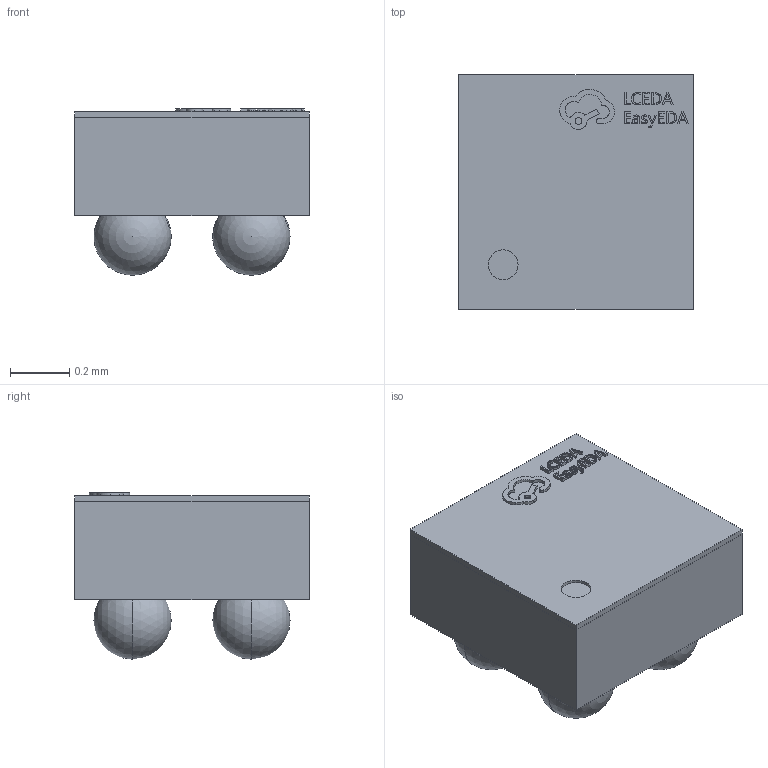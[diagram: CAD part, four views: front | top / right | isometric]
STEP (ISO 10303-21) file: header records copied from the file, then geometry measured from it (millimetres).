
FILE_DESCRIPTION (( 'STEP AP214' ), '1' );
FILE_NAME ('WCSP-4_L0.8-W0.8-H0.6-R2-C2-P0.40-BL.step', '2022-06-20T11:27:25', ( '' ), ( '' ), 'SwSTEP 2.0', 'SolidWorks 2020', '' );
FILE_SCHEMA (( 'AUTOMOTIVE_DESIGN' ));
Length unit declared in the file: millimetre
Products named in the file (1): WCSP-4_L0.8-W0.8-H0.6-R2-C2-P0.40-BL
Bounding box: 0.79 x 0.79 x 0.56 mm (x, y, z)
Volume: 0.3 mm3; surface area: 4.5 mm2
Topology: 6 solids, 6 shells, 310 faces, 837 edges, 558 vertices
Faces by surface type: plane 188, bspline 112, sphere 8, cylinder 2
Entity records: 13567 total; most frequent: CARTESIAN_POINT 3778, ORIENTED_EDGE 1634, DIRECTION 1007, EDGE_CURVE 817, VECTOR 569, LINE 569, VERTEX_POINT 546, EDGE_LOOP 337
